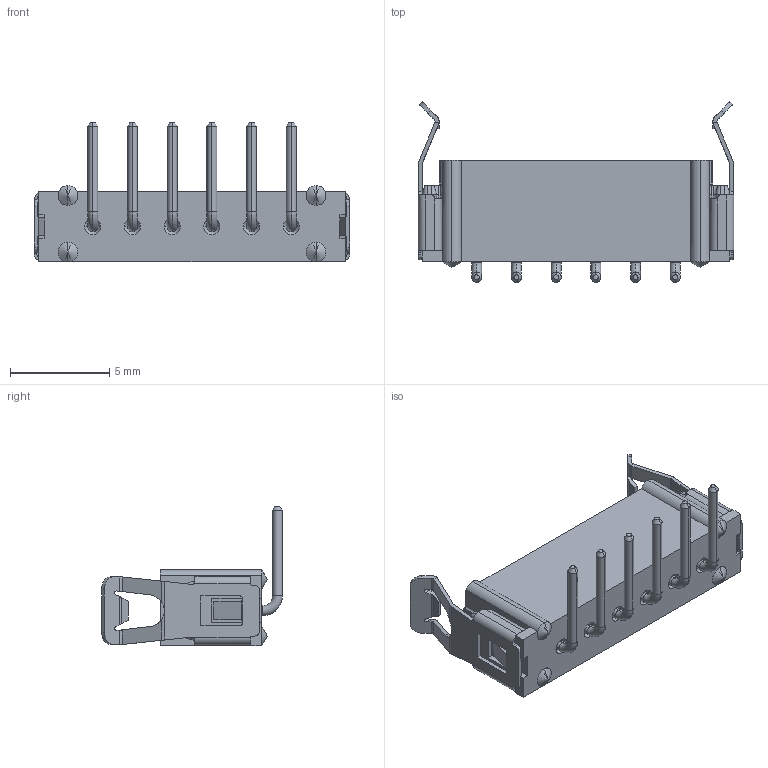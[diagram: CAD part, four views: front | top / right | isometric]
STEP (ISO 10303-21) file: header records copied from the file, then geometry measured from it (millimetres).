
FILE_DESCRIPTION((''),'2;1');
FILE_NAME('M80-8760622_ASM','2011-09-06T',('wbourne'),(''),'PRO/ENGINEER BY PARAMETRIC TECHNOLOGY CORPORATION, 2010280','PRO/ENGINEER BY PARAMETRIC TECHNOLOGY CORPORATION, 2010280','');
FILE_SCHEMA(('CONFIG_CONTROL_DESIGN','SHAPE_APPEARANCE_LAYERS_GROUPS'));
Length unit declared in the file: millimetre
Products named in the file (5): M80-1000698; M80-878-PIN; M80-8780622_ASM; M80-001XXXX; M80-8760622_ASM
Assembly tree (10 placements, depth 3):
  M80-8760622_ASM
    M80-8780622_ASM
      M80-1000698
      M80-878-PIN  x6
    M80-001XXXX  x2
Bounding box: 15.9 x 9.1 x 7.05 mm (x, y, z)
Volume: 190.6 mm3; surface area: 656.2 mm2
Topology: 9 solids, 9 shells, 491 faces, 1242 edges, 770 vertices
Faces by surface type: plane 247, cylinder 144, cone 64, bspline 24, torus 12
Entity records: 10917 total; most frequent: CARTESIAN_POINT 1881, ORIENTED_EDGE 1402, DIRECTION 1395, PRESENTATION_STYLE_ASSIGNMENT 711, STYLED_ITEM 704, CURVE_STYLE 701, EDGE_CURVE 701, VECTOR 467
